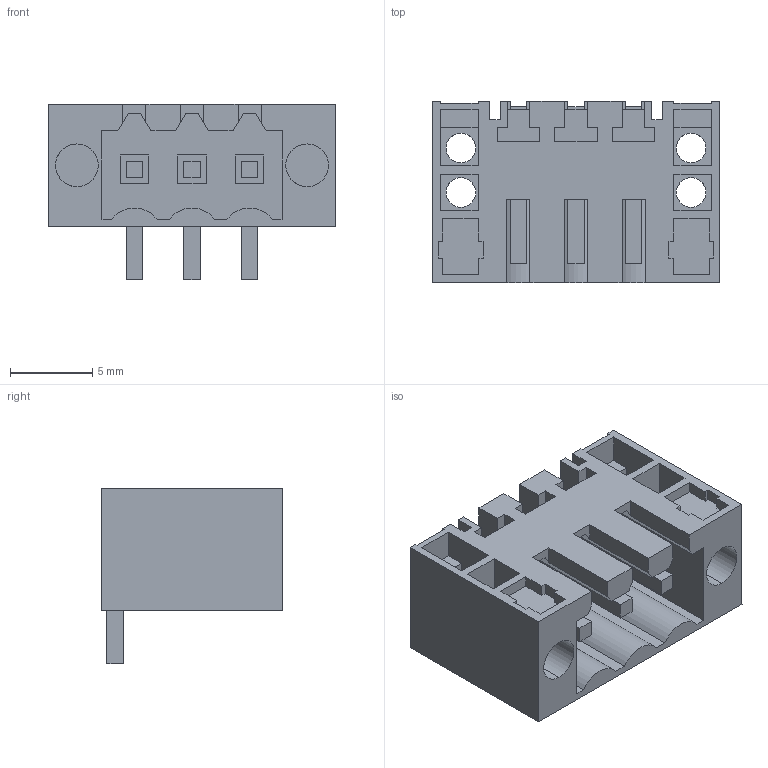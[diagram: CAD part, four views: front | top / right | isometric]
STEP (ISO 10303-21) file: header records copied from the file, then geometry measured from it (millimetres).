
FILE_DESCRIPTION(('CATIA V5 STEP Exchange','CAx-IF Rec.Pracs.--- Model Styling and Organization---1.4--- 2014-01-23'),'2;1');
FILE_NAME ('D1457225_1_1842090000_1842090000.stp','2021-08-12T06:18:54+00:00',('none'),('Weidmueller'),'CATIA Version 5-6 Release 2016 SP3 HF44','CATIA V5 STEP AP214','none');
FILE_SCHEMA(('AUTOMOTIVE_DESIGN { 1 0 10303 214 1 1 1 1 }'));
Length unit declared in the file: millimetre
Products named in the file (1): 1842090000
Bounding box: 17.5 x 11.05 x 10.65 mm (x, y, z)
Volume: 707.3 mm3; surface area: 1792 mm2
Topology: 4 solids, 4 shells, 244 faces, 696 edges, 466 vertices
Faces by surface type: plane 225, cylinder 19
Entity records: 7881 total; most frequent: CARTESIAN_POINT 1408, ORIENTED_EDGE 1392, DIRECTION 1084, EDGE_CURVE 696, VECTOR 658, LINE 658, VERTEX_POINT 466, EDGE_LOOP 270
